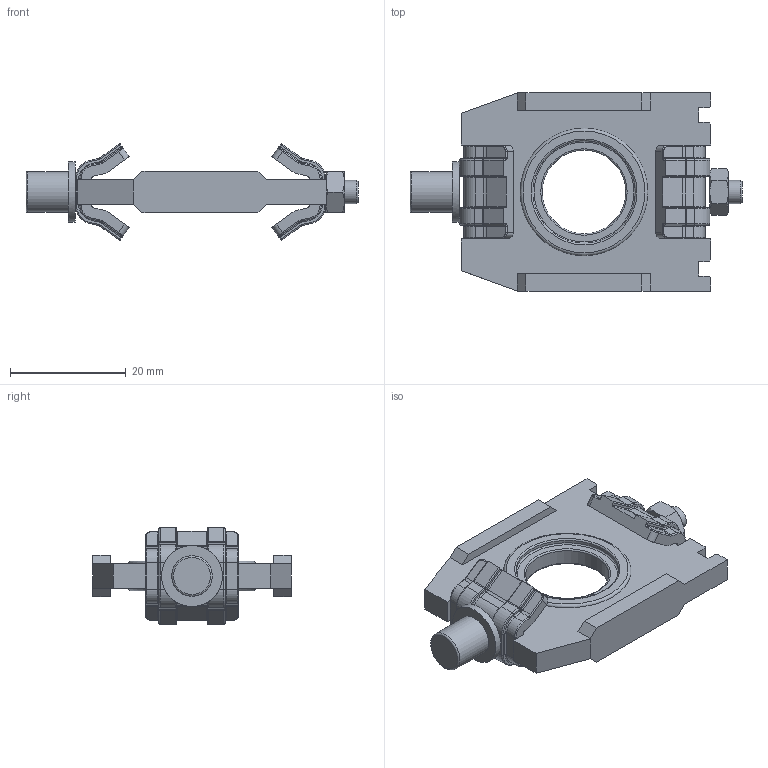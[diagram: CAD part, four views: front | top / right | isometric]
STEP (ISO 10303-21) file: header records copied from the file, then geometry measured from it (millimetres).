
FILE_DESCRIPTION(/* description */ (''),/* implementation_level */ '2;1');
FILE_NAME(/* name */ 'Y300-A-X260.stp',/* time_stamp */ '2017-05-01T08:47:04+10:00',/* author */ ('daud'),/* organization */ (''),/* preprocessor_version */ 'ST-DEVELOPER v16.5',/* originating_system */ 'Autodesk Inventor 2017',/* authorisation */ '');
FILE_SCHEMA (('AUTOMOTIVE_DESIGN { 1 0 10303 214 3 1 1 }'));
Length unit declared in the file: millimetre
Products named in the file (5): Y300-A; Y300-A.step_Spacer Body_Y300; Y300-A.step_Seal_Y300; Y300-A.step_Clamp_Y300F; Y300-A.step_Clamp_Y300R
Assembly tree (4 placements, depth 2):
  Y300-A
    Y300-A.step_Spacer Body_Y300
    Y300-A.step_Seal_Y300
    Y300-A.step_Clamp_Y300F
    Y300-A.step_Clamp_Y300R
Bounding box: 57.25 x 34.2 x 16.73 mm (x, y, z)
Volume: 7531.6 mm3; surface area: 7130.2 mm2
Topology: 4 solids, 4 shells, 434 faces, 1041 edges, 621 vertices
Faces by surface type: cylinder 184, plane 142, torus 105, cone 3
Full cylindrical faces by diameter (mm): 4 x1, 7 x1, 10.5 x1, 14.4 x1, 15.746 x1, 15.747 x1, 17.72 x2, 18.62 x4
Entity records: 12513 total; most frequent: DIRECTION 2362, CARTESIAN_POINT 2095, ORIENTED_EDGE 2024, EDGE_CURVE 1012, AXIS2_PLACEMENT_3D 919, VERTEX_POINT 616, LINE 524, VECTOR 524
